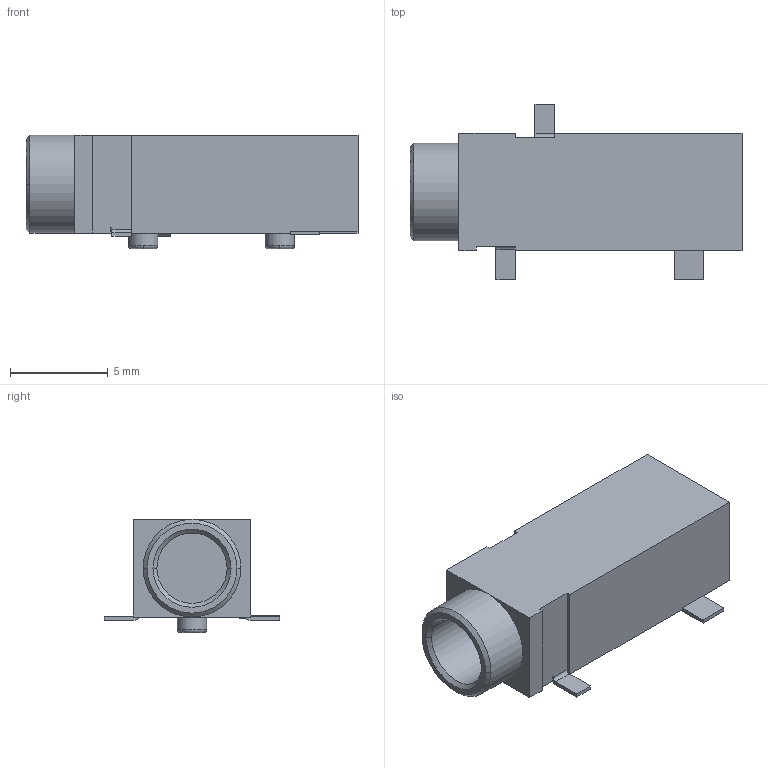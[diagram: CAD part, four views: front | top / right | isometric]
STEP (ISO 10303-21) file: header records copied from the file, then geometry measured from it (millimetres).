
FILE_DESCRIPTION(('FreeCAD Model'),'2;1');
FILE_NAME('Open CASCADE Shape Model','2023-03-28T17:09:39',( 'kicad StepUp'),('ksu MCAD'),'Open CASCADE STEP processor 7.6', 'FreeCAD','Unknown');
FILE_SCHEMA(('AUTOMOTIVE_DESIGN { 1 0 10303 214 1 1 1 1 }'));
Length unit declared in the file: millimetre
Products named in the file (1): SJ-3523-SMT
Bounding box: 17 x 9 x 5.8 mm (x, y, z)
Volume: 338.3 mm3; surface area: 604.2 mm2
Topology: 1 solids, 1 shells, 70 faces, 184 edges, 120 vertices
Faces by surface type: plane 52, cylinder 10, cone 4, torus 4
Full cylindrical faces by diameter (mm): 1.5 x2, 3.6 x1, 5 x1
Entity records: 2385 total; most frequent: CARTESIAN_POINT 379, ORIENTED_EDGE 368, DIRECTION 367, EDGE_CURVE 184, LINE 135, VECTOR 135, VERTEX_POINT 120, AXIS2_PLACEMENT_3D 116
